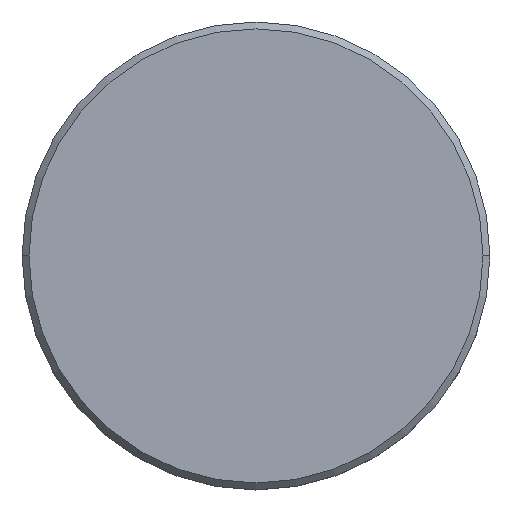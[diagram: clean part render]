
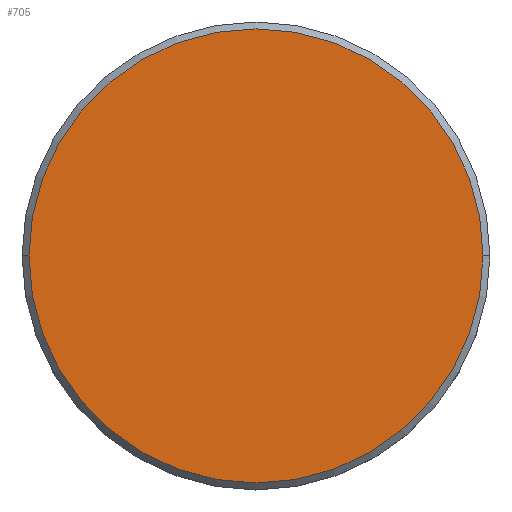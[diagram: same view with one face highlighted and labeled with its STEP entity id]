
A CAD part, top view. The second image highlights one B-rep face of the part: STEP entity #705.
In plain terms, the highlighted planar face has unit normal (0, 0, 1).
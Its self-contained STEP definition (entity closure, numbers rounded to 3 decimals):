
#35 = PLANE ( 'NONE',  #734 ) ;
#142 = CARTESIAN_POINT ( 'NONE',  ( 0., 0., 0. ) ) ;
#152 = VERTEX_POINT ( 'NONE', #511 ) ;
#261 = CIRCLE ( 'NONE', #523, 16.5 ) ;
#296 = DIRECTION ( 'NONE',  ( 0., 0., 1. ) ) ;
#313 = CARTESIAN_POINT ( 'NONE',  ( 0., 0., 0. ) ) ;
#374 = ORIENTED_EDGE ( 'NONE', *, *, #1152, .T. ) ;
#386 = AXIS2_PLACEMENT_3D ( 'NONE', #1044, #873, #488 ) ;
#424 = EDGE_LOOP ( 'NONE', ( #1127, #374 ) ) ;
#488 = DIRECTION ( 'NONE',  ( 1., 0., 0. ) ) ;
#511 = CARTESIAN_POINT ( 'NONE',  ( -16.5, 0., 0. ) ) ;
#523 = AXIS2_PLACEMENT_3D ( 'NONE', #313, #296, #667 ) ;
#667 = DIRECTION ( 'NONE',  ( 1., 0., 0. ) ) ;
#705 = ADVANCED_FACE ( 'NONE', ( #966 ), #35, .T. ) ;
#714 = VERTEX_POINT ( 'NONE', #951 ) ;
#734 = AXIS2_PLACEMENT_3D ( 'NONE', #142, #788, #1155 ) ;
#788 = DIRECTION ( 'NONE',  ( 0., 0., 1. ) ) ;
#817 = CIRCLE ( 'NONE', #386, 16.5 ) ;
#873 = DIRECTION ( 'NONE',  ( 0., 0., 1. ) ) ;
#951 = CARTESIAN_POINT ( 'NONE',  ( 16.5, 0., 0. ) ) ;
#966 = FACE_OUTER_BOUND ( 'NONE', #424, .T. ) ;
#1044 = CARTESIAN_POINT ( 'NONE',  ( 0., 0., 0. ) ) ;
#1099 = EDGE_CURVE ( 'NONE', #152, #714, #261, .T. ) ;
#1127 = ORIENTED_EDGE ( 'NONE', *, *, #1099, .T. ) ;
#1152 = EDGE_CURVE ( 'NONE', #714, #152, #817, .T. ) ;
#1155 = DIRECTION ( 'NONE',  ( 1., 0., 0. ) ) ;
